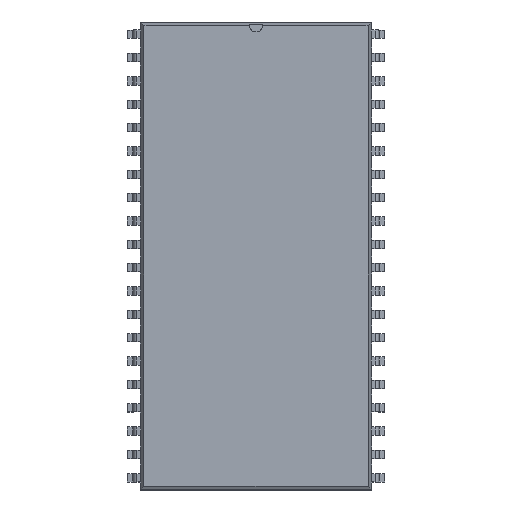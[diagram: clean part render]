
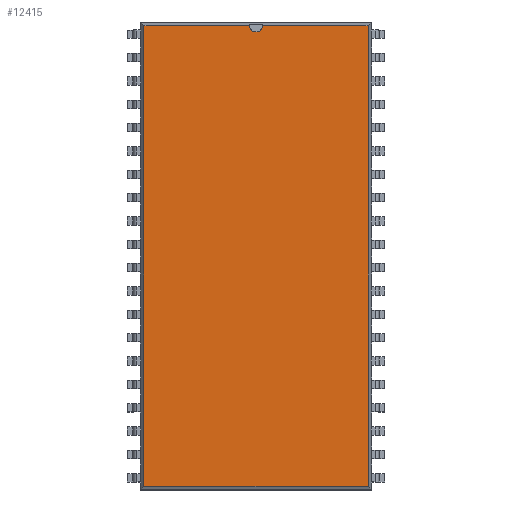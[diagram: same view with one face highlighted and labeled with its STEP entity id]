
A CAD part, top view. The second image highlights one B-rep face of the part: STEP entity #12415.
In plain terms, the highlighted planar face has unit normal (0, 0, 1).
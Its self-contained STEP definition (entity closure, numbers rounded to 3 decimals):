
#27=VECTOR('',#28,1.);
#28=DIRECTION('',(0.,1.,0.));
#34=VECTOR('',#35,1.);
#35=DIRECTION('',(-1.,0.,0.));
#41=VECTOR('',#42,1.);
#42=DIRECTION('',(0.,-1.,0.));
#46=VECTOR('',#47,1.);
#47=DIRECTION('',(1.,0.,0.));
#50=DIRECTION('',(0.,0.,-1.));
#2171=DIRECTION('',(0.,0.,-1.));
#8302=VERTEX_POINT('',#8303);
#8303=CARTESIAN_POINT('',(12.186,25.061,3.68));
#8305=ORIENTED_EDGE('',*,*,#8306,.F.);
#8306=EDGE_CURVE('',#8307,#8302,#8309,.T.);
#8307=VERTEX_POINT('',#8308);
#8308=CARTESIAN_POINT('',(12.186,-25.061,3.68));
#8309=LINE('',#8308,#27);
#10307=VERTEX_POINT('',#10308);
#10308=CARTESIAN_POINT('',(-12.186,25.061,3.68));
#10310=ORIENTED_EDGE('',*,*,#10311,.F.);
#10311=EDGE_CURVE('',#10312,#10307,#10314,.T.);
#10312=VERTEX_POINT('',#10313);
#10313=CARTESIAN_POINT('',(-0.746,25.061,3.68));
#10314=LINE('',#8303,#34);
#10336=VERTEX_POINT('',#10337);
#10337=CARTESIAN_POINT('',(0.746,25.061,3.68));
#10346=ORIENTED_EDGE('',*,*,#10347,.F.);
#10347=EDGE_CURVE('',#8302,#10336,#10314,.T.);
#10415=VERTEX_POINT('',#10416);
#10416=CARTESIAN_POINT('',(-12.186,-25.061,3.68));
#10418=ORIENTED_EDGE('',*,*,#10419,.F.);
#10419=EDGE_CURVE('',#10307,#10415,#10420,.T.);
#10420=LINE('',#10308,#41);
#12410=ORIENTED_EDGE('',*,*,#12411,.F.);
#12411=EDGE_CURVE('',#10415,#8307,#12412,.T.);
#12412=LINE('',#10416,#46);
#12415=ADVANCED_FACE('',(#12416),#12427,.F.);
#12416=FACE_BOUND('',#12417,.F.);
#12417=EDGE_LOOP('',(#8305,#12410,#10418,#10310,#12418,#12425,#10346));
#12418=ORIENTED_EDGE('',*,*,#12419,.F.);
#12419=EDGE_CURVE('',#12420,#10312,#12422,.T.);
#12420=VERTEX_POINT('',#12421);
#12421=CARTESIAN_POINT('',(0.,24.386,3.68));
#12422=CIRCLE('',#12423,0.75);
#12423=AXIS2_PLACEMENT_3D('',#12424,#2171,#42);
#12424=CARTESIAN_POINT('',(0.,25.136,3.68));
#12425=ORIENTED_EDGE('',*,*,#12426,.F.);
#12426=EDGE_CURVE('',#10336,#12420,#12422,.T.);
#12427=PLANE('',#12428);
#12428=AXIS2_PLACEMENT_3D('',#8308,#50,#12429);
#12429=DIRECTION('',(-0.437,0.899,0.));
